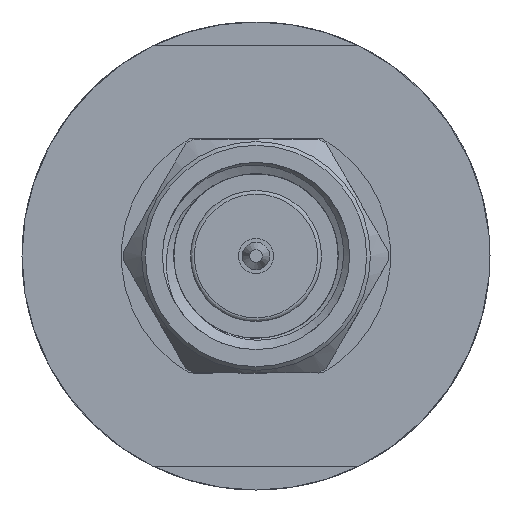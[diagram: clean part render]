
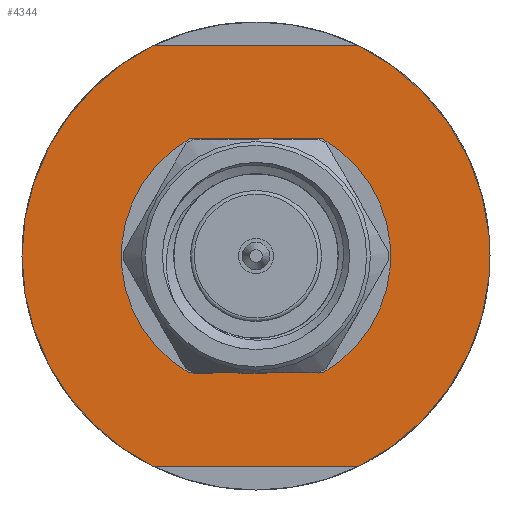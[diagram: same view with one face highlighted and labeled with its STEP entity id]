
A CAD part, left-side view. The second image highlights one B-rep face of the part: STEP entity #4344.
In plain terms, the highlighted planar face has unit normal (-1, 0, 0).
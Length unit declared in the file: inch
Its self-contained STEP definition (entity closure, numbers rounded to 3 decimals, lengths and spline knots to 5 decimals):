
#94 = DIRECTION ( 'NONE',  ( 1., 0., 0. ) ) ;
#252 = CARTESIAN_POINT ( 'NONE',  ( 0.48177, -0.08912, 0.15625 ) ) ;
#330 = CARTESIAN_POINT ( 'NONE',  ( 0.48177, -0.32609, -0.28125 ) ) ;
#406 = ORIENTED_EDGE ( 'NONE', *, *, #2493, .T. ) ;
#455 = ORIENTED_EDGE ( 'NONE', *, *, #3979, .T. ) ;
#481 = AXIS2_PLACEMENT_3D ( 'NONE', #4966, #2846, #2453 ) ;
#575 = VERTEX_POINT ( 'NONE', #3607 ) ;
#698 = ORIENTED_EDGE ( 'NONE', *, *, #1235, .T. ) ;
#765 = DIRECTION ( 'NONE',  ( 0., 1., 0. ) ) ;
#778 = EDGE_CURVE ( 'NONE', #2952, #1024, #5383, .T. ) ;
#788 = FACE_BOUND ( 'NONE', #4880, .T. ) ;
#855 = DIRECTION ( 'NONE',  ( 0., 1., 0. ) ) ;
#1024 = VERTEX_POINT ( 'NONE', #252 ) ;
#1235 = EDGE_CURVE ( 'NONE', #4292, #2952, #5117, .T. ) ;
#1239 = DIRECTION ( 'NONE',  ( 0., -1., 0. ) ) ;
#1528 = CARTESIAN_POINT ( 'NONE',  ( 0.48177, -0.08912, -0.15625 ) ) ;
#1572 = AXIS2_PLACEMENT_3D ( 'NONE', #5439, #2444, #5061 ) ;
#1630 = VERTEX_POINT ( 'NONE', #3130 ) ;
#1658 = AXIS2_PLACEMENT_3D ( 'NONE', #3892, #4675, #765 ) ;
#1741 = VECTOR ( 'NONE', #1239, 39.37008 ) ;
#1818 = DIRECTION ( 'NONE',  ( 0., 1., 0. ) ) ;
#1888 = DIRECTION ( 'NONE',  ( 1., 0., 0. ) ) ;
#1912 = EDGE_CURVE ( 'NONE', #1630, #3860, #2977, .T. ) ;
#2206 = CARTESIAN_POINT ( 'NONE',  ( 0.48177, -0.19431, -0.15625 ) ) ;
#2210 = EDGE_LOOP ( 'NONE', ( #5239, #5208, #4761, #4365 ) ) ;
#2419 = LINE ( 'NONE', #330, #1741 ) ;
#2444 = DIRECTION ( 'NONE',  ( -1., 0., 0. ) ) ;
#2453 = DIRECTION ( 'NONE',  ( 0., 1., 0. ) ) ;
#2493 = EDGE_CURVE ( 'NONE', #1024, #3770, #2628, .T. ) ;
#2628 = CIRCLE ( 'NONE', #1658, 0.17988 ) ;
#2712 = AXIS2_PLACEMENT_3D ( 'NONE', #3975, #1888, #3950 ) ;
#2724 = CARTESIAN_POINT ( 'NONE',  ( 0.48177, 0.08912, 0.15625 ) ) ;
#2846 = DIRECTION ( 'NONE',  ( 1., 0., 0. ) ) ;
#2906 = CIRCLE ( 'NONE', #481, 0.3125 ) ;
#2952 = VERTEX_POINT ( 'NONE', #2724 ) ;
#2977 = LINE ( 'NONE', #4736, #3724 ) ;
#3130 = CARTESIAN_POINT ( 'NONE',  ( 0.48177, -0.13622, 0.28125 ) ) ;
#3132 = CARTESIAN_POINT ( 'NONE',  ( 0.48177, 0.13622, -0.28125 ) ) ;
#3207 = DIRECTION ( 'NONE',  ( 0., -1., 0. ) ) ;
#3244 = EDGE_CURVE ( 'NONE', #3985, #3860, #2906, .T. ) ;
#3262 = PLANE ( 'NONE',  #1572 ) ;
#3607 = CARTESIAN_POINT ( 'NONE',  ( 0.48177, -0.13622, -0.28125 ) ) ;
#3724 = VECTOR ( 'NONE', #855, 39.37008 ) ;
#3755 = FACE_OUTER_BOUND ( 'NONE', #2210, .T. ) ;
#3770 = VERTEX_POINT ( 'NONE', #1528 ) ;
#3860 = VERTEX_POINT ( 'NONE', #5163 ) ;
#3880 = VECTOR ( 'NONE', #1818, 39.37008 ) ;
#3892 = CARTESIAN_POINT ( 'NONE',  ( 0.48177, 0., 0. ) ) ;
#3950 = DIRECTION ( 'NONE',  ( 0., 1., 0. ) ) ;
#3975 = CARTESIAN_POINT ( 'NONE',  ( 0.48177, 0., 0. ) ) ;
#3979 = EDGE_CURVE ( 'NONE', #3770, #4292, #4889, .T. ) ;
#3985 = VERTEX_POINT ( 'NONE', #3132 ) ;
#4292 = VERTEX_POINT ( 'NONE', #4900 ) ;
#4344 = ADVANCED_FACE ( 'NONE', ( #788, #3755 ), #3262, .T. ) ;
#4365 = ORIENTED_EDGE ( 'NONE', *, *, #4446, .T. ) ;
#4404 = DIRECTION ( 'NONE',  ( 0., 1., 0. ) ) ;
#4446 = EDGE_CURVE ( 'NONE', #3985, #575, #2419, .T. ) ;
#4582 = AXIS2_PLACEMENT_3D ( 'NONE', #5404, #94, #4404 ) ;
#4639 = CIRCLE ( 'NONE', #2712, 0.3125 ) ;
#4675 = DIRECTION ( 'NONE',  ( 1., 0., 0. ) ) ;
#4736 = CARTESIAN_POINT ( 'NONE',  ( 0.48177, -0.32609, 0.28125 ) ) ;
#4761 = ORIENTED_EDGE ( 'NONE', *, *, #3244, .F. ) ;
#4764 = ORIENTED_EDGE ( 'NONE', *, *, #778, .T. ) ;
#4787 = VECTOR ( 'NONE', #3207, 39.37008 ) ;
#4880 = EDGE_LOOP ( 'NONE', ( #455, #698, #4764, #406 ) ) ;
#4889 = LINE ( 'NONE', #2206, #3880 ) ;
#4900 = CARTESIAN_POINT ( 'NONE',  ( 0.48177, 0.08912, -0.15625 ) ) ;
#4966 = CARTESIAN_POINT ( 'NONE',  ( 0.48177, 0., 0. ) ) ;
#5061 = DIRECTION ( 'NONE',  ( 0., 0., 1. ) ) ;
#5101 = EDGE_CURVE ( 'NONE', #1630, #575, #4639, .T. ) ;
#5117 = CIRCLE ( 'NONE', #4582, 0.17988 ) ;
#5163 = CARTESIAN_POINT ( 'NONE',  ( 0.48177, 0.13622, 0.28125 ) ) ;
#5208 = ORIENTED_EDGE ( 'NONE', *, *, #1912, .T. ) ;
#5239 = ORIENTED_EDGE ( 'NONE', *, *, #5101, .F. ) ;
#5383 = LINE ( 'NONE', #5465, #4787 ) ;
#5404 = CARTESIAN_POINT ( 'NONE',  ( 0.48177, 0., 0. ) ) ;
#5439 = CARTESIAN_POINT ( 'NONE',  ( 0.48177, 0.17988, 0. ) ) ;
#5465 = CARTESIAN_POINT ( 'NONE',  ( 0.48177, -0.19431, 0.15625 ) ) ;
